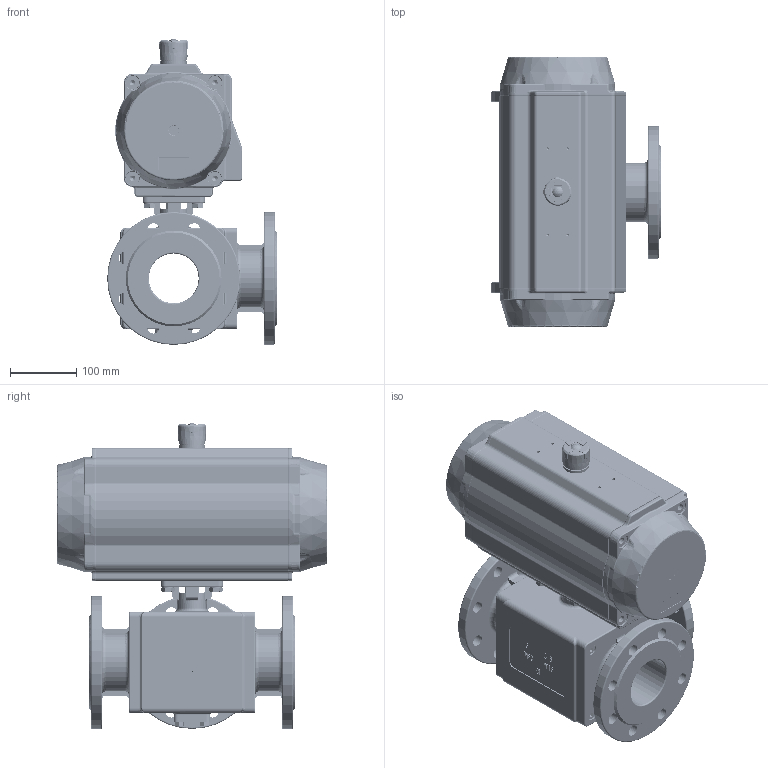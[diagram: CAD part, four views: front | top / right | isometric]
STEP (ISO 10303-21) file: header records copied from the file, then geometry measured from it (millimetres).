
FILE_DESCRIPTION(/* description */ ('Unknown'),/* implementation_level */ '2;1');
FILE_NAME(/* name */ 'PE09 9342_9343-11',/* time_stamp */ '2025-03-21T11:45:18+01:00',/* author */ ('Unknown'),/* organization */ ('Unknown'),/* preprocessor_version */ 'ST-DEVELOPER v19.4',/* originating_system */ 'Solid Edge',/* authorisation */ 'Unknown');
FILE_SCHEMA (('AUTOMOTIVE_DESIGN {1 0 10303 214 3 1 1}'));
Length unit declared in the file: millimetre
Products named in the file (24): PE09 9342_9343-11; 9342_9343-11; 概极; 概裔; 概裝; 嘐隅粣; 固定轴密封圈; 固定球套; MV-85L-LM-DN100; MV-85L-FS-DN100; 隅弇蹟邡; 极裔蟈諉蹟邡; 嘐隅粣蹟邡; PD10_PE09; VTE160埴詰; vt160-2016-06-25   酘傷裔_MIR; vt160-2016-06-25; VT160-03 怀堤粣; VT160-02; Optische Anzeige; ______; ________(___________; cup head nib bolts with large head gb_GB_FASTENER_BOLT_CHNBW M6X25-N; DIN 933 M10x22 A2-70 BLK_EDST
Assembly tree (45 placements, depth 4):
  PE09 9342_9343-11
    9342_9343-11
      概极
      概裔  x3
      概裝
      嘐隅粣
      固定轴密封圈
      固定球套
      MV-85L-LM-DN100
      MV-85L-FS-DN100
      隅弇蹟邡
      极裔蟈諉蹟邡  x11
      嘐隅粣蹟邡  x4
    PD10_PE09
      VTE160埴詰
      vt160-2016-06-25   酘傷裔_MIR
      vt160-2016-06-25
      VT160-03 怀堤粣
      VT160-02  x2
      Optische Anzeige
        ______
        ________(___________  x4
        cup head nib bolts with large head gb_GB_FASTENER_BOLT_CHNBW M6X25-N
    DIN 933 M10x22 A2-70 BLK_EDST  x4
Bounding box: 255 x 406 x 459.9 mm (x, y, z)
Volume: 10125747 mm3; surface area: 1750536.2 mm2
Topology: 42 solids, 42 shells, 4861 faces, 11913 edges, 7282 vertices
Faces by surface type: plane 1419, cylinder 1308, bspline 1021, torus 624, cone 414, sphere 75
Full cylindrical faces by diameter (mm): 3 x16, 3.3 x8, 4.134 x8, 4.66 x1, 4.917 x1, 6 x1, 6.2 x1, 8 x1, 8.376 x12, 10 x4, 10.106 x4, 11.445 x2, 11.835 x2, 13 x2, 17 x4, 20.5 x2, 30 x2, 34.3 x1, 36.4 x1, 37 x1, 38.5 x1, 40 x5, 51 x1, 53 x1, 56.8 x1, 62 x1, 66 x4, 146 x2, 150.2 x2, 155 x2
Entity records: 145694 total; most frequent: CARTESIAN_POINT 68138, ORIENTED_EDGE 17156, DIRECTION 13731, EDGE_CURVE 8578, VERTEX_POINT 5429, AXIS2_PLACEMENT_3D 5327, FACE_BOUND 4123, EDGE_LOOP 4101
